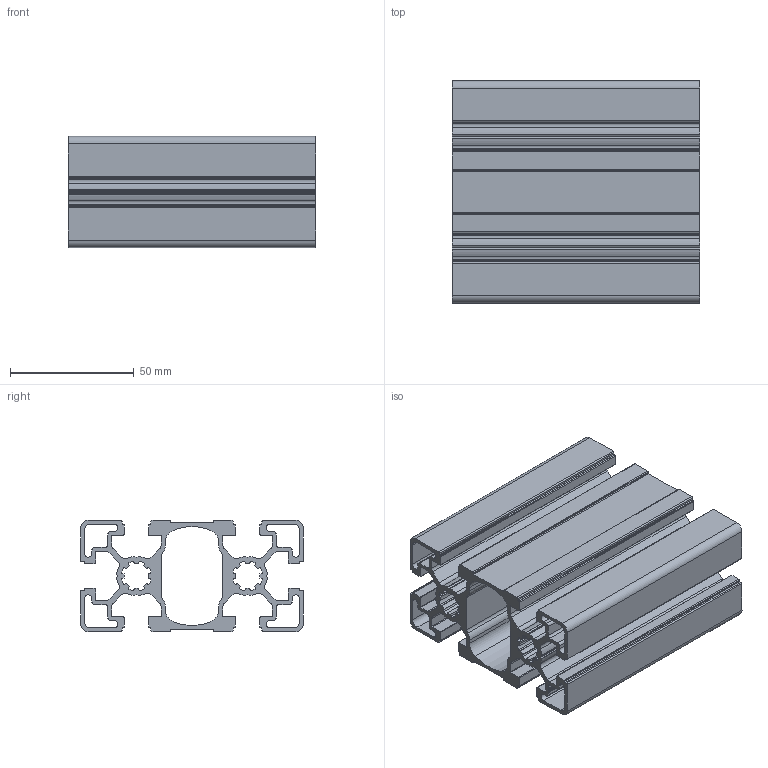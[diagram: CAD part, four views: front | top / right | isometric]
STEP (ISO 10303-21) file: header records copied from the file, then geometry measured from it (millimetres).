
FILE_DESCRIPTION (( 'STEP AP214' ), '1' );
FILE_NAME ('084.105.006.STEP', '2020-07-23T07:56:31', ( '' ), ( '' ), 'SwSTEP 2.0', 'SolidWorks 2018', '' );
FILE_SCHEMA (( 'AUTOMOTIVE_DESIGN' ));
Length unit declared in the file: millimetre
Products named in the file (1): 084.105.006
Bounding box: 100 x 90 x 45 mm (x, y, z)
Volume: 113187.2 mm3; surface area: 96438.6 mm2
Topology: 1 solids, 1 shells, 430 faces, 1284 edges, 856 vertices
Faces by surface type: cylinder 255, plane 175
Entity records: 14720 total; most frequent: DIRECTION 2656, CARTESIAN_POINT 2571, ORIENTED_EDGE 2568, EDGE_CURVE 1284, AXIS2_PLACEMENT_3D 941, VERTEX_POINT 856, LINE 774, VECTOR 774
